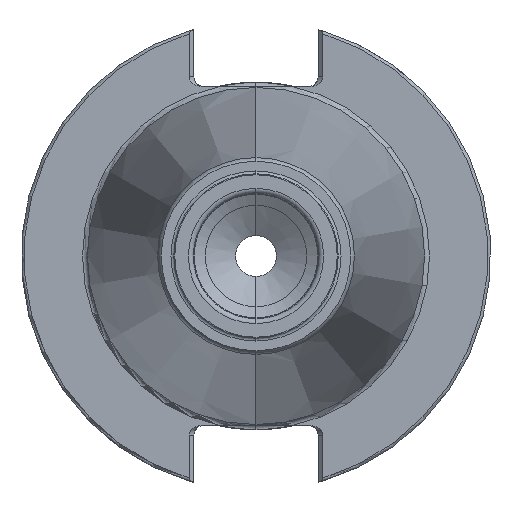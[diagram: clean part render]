
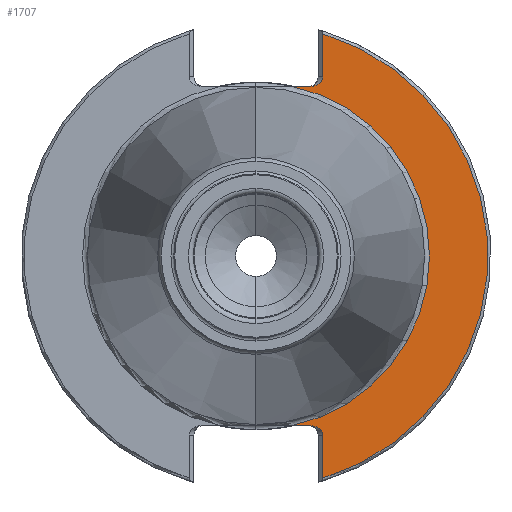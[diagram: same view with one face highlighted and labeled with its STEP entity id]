
A CAD part, left-side view. The second image highlights one B-rep face of the part: STEP entity #1707.
In plain terms, the highlighted planar face has unit normal (-1, 0, 0).
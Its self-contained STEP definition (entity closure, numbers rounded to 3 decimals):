
#81 = CARTESIAN_POINT ( 'NONE',  ( 3.2, -13.85, -48.65 ) ) ;
#140 = CARTESIAN_POINT ( 'NONE',  ( 3.2, -13.85, -35.1 ) ) ;
#152 = CARTESIAN_POINT ( 'NONE',  ( 3.2, -13.85, -35.928 ) ) ;
#240 = CARTESIAN_POINT ( 'NONE',  ( 3.2, -13.85, 35.928 ) ) ;
#434 = AXIS2_PLACEMENT_3D ( 'NONE', #2226, #4320, #1767 ) ;
#558 = DIRECTION ( 'NONE',  ( 0., 0., -1. ) ) ;
#560 = CARTESIAN_POINT ( 'NONE',  ( 3.2, -11.022, -35.1 ) ) ;
#735 = VECTOR ( 'NONE', #2816, 1000. ) ;
#814 = CARTESIAN_POINT ( 'NONE',  ( 3.2, -13.85, 37.1 ) ) ;
#1003 = VECTOR ( 'NONE', #1784, 1000. ) ;
#1142 = CARTESIAN_POINT ( 'NONE',  ( 3.2, -7.655, 35.1 ) ) ;
#1168 =( BOUNDED_CURVE ( )  B_SPLINE_CURVE ( 3, ( #5463, #5027, #152, #3280 ),
 .UNSPECIFIED., .F., .F. ) 
 B_SPLINE_CURVE_WITH_KNOTS ( ( 4, 4 ),
 ( 4.712, 6.283 ),
 .UNSPECIFIED. ) 
 CURVE ( )  GEOMETRIC_REPRESENTATION_ITEM ( )  RATIONAL_B_SPLINE_CURVE ( ( 1., 0.805, 0.805, 1. ) ) 
 REPRESENTATION_ITEM ( '' )  );
#1248 = AXIS2_PLACEMENT_3D ( 'NONE', #4557, #1935, #5013 ) ;
#1611 = CARTESIAN_POINT ( 'NONE',  ( 3.2, -11.022, 35.1 ) ) ;
#1707 = ADVANCED_FACE ( 'NONE', ( #4114 ), #2845, .F. ) ;
#1767 = DIRECTION ( 'NONE',  ( 0., 0., -1. ) ) ;
#1771 = VERTEX_POINT ( 'NONE', #4857 ) ;
#1780 = ORIENTED_EDGE ( 'NONE', *, *, #4654, .T. ) ;
#1784 = DIRECTION ( 'NONE',  ( 0., -1., 0. ) ) ;
#1914 = ORIENTED_EDGE ( 'NONE', *, *, #4579, .F. ) ;
#1935 = DIRECTION ( 'NONE',  ( -1., 0., 0. ) ) ;
#2032 = DIRECTION ( 'NONE',  ( -1., 0., 0. ) ) ;
#2054 =( BOUNDED_CURVE ( )  B_SPLINE_CURVE ( 3, ( #3377, #240, #4248, #1611 ),
 .UNSPECIFIED., .F., .F. ) 
 B_SPLINE_CURVE_WITH_KNOTS ( ( 4, 4 ),
 ( 3.142, 4.712 ),
 .UNSPECIFIED. ) 
 CURVE ( )  GEOMETRIC_REPRESENTATION_ITEM ( )  RATIONAL_B_SPLINE_CURVE ( ( 1., 0.805, 0.805, 1. ) ) 
 REPRESENTATION_ITEM ( '' )  );
#2225 = CARTESIAN_POINT ( 'NONE',  ( 3.2, -7.655, -35.1 ) ) ;
#2226 = CARTESIAN_POINT ( 'NONE',  ( 3.2, 35.925, 0. ) ) ;
#2511 = VERTEX_POINT ( 'NONE', #3888 ) ;
#2556 = VECTOR ( 'NONE', #4807, 1000. ) ;
#2563 = VECTOR ( 'NONE', #558, 1000. ) ;
#2801 = ORIENTED_EDGE ( 'NONE', *, *, #5418, .F. ) ;
#2816 = DIRECTION ( 'NONE',  ( 0., -1., 0. ) ) ;
#2845 = PLANE ( 'NONE',  #434 ) ;
#3057 = ORIENTED_EDGE ( 'NONE', *, *, #4944, .T. ) ;
#3160 = VERTEX_POINT ( 'NONE', #1142 ) ;
#3248 = CARTESIAN_POINT ( 'NONE',  ( 3.2, -13.85, 46.011 ) ) ;
#3280 = CARTESIAN_POINT ( 'NONE',  ( 3.2, -13.85, -37.1 ) ) ;
#3377 = CARTESIAN_POINT ( 'NONE',  ( 3.2, -13.85, 37.1 ) ) ;
#3501 = VERTEX_POINT ( 'NONE', #560 ) ;
#3689 = VERTEX_POINT ( 'NONE', #814 ) ;
#3717 = LINE ( 'NONE', #81, #2556 ) ;
#3754 = VERTEX_POINT ( 'NONE', #2225 ) ;
#3887 = EDGE_LOOP ( 'NONE', ( #3057, #4075, #4393, #1914, #4107, #1780, #2801, #5008 ) ) ;
#3888 = CARTESIAN_POINT ( 'NONE',  ( 3.2, -13.85, -46.011 ) ) ;
#4004 = CIRCLE ( 'NONE', #5029, 48.05 ) ;
#4069 = CIRCLE ( 'NONE', #1248, 35.925 ) ;
#4075 = ORIENTED_EDGE ( 'NONE', *, *, #4839, .T. ) ;
#4107 = ORIENTED_EDGE ( 'NONE', *, *, #4162, .T. ) ;
#4114 = FACE_OUTER_BOUND ( 'NONE', #3887, .T. ) ;
#4162 = EDGE_CURVE ( 'NONE', #3754, #3501, #4281, .T. ) ;
#4248 = CARTESIAN_POINT ( 'NONE',  ( 3.2, -12.678, 35.1 ) ) ;
#4281 = LINE ( 'NONE', #140, #735 ) ;
#4294 = EDGE_CURVE ( 'NONE', #2511, #5682, #4004, .T. ) ;
#4320 = DIRECTION ( 'NONE',  ( 1., 0., 0. ) ) ;
#4393 = ORIENTED_EDGE ( 'NONE', *, *, #5301, .F. ) ;
#4417 = CARTESIAN_POINT ( 'NONE',  ( 3.2, -13.85, 35.1 ) ) ;
#4547 = LINE ( 'NONE', #4417, #1003 ) ;
#4557 = CARTESIAN_POINT ( 'NONE',  ( 3.2, 0., 0. ) ) ;
#4565 = VERTEX_POINT ( 'NONE', #5332 ) ;
#4579 = EDGE_CURVE ( 'NONE', #3754, #3160, #4069, .T. ) ;
#4654 = EDGE_CURVE ( 'NONE', #3501, #4565, #1168, .T. ) ;
#4672 = CARTESIAN_POINT ( 'NONE',  ( 3.2, 0., 0. ) ) ;
#4776 = LINE ( 'NONE', #5001, #2563 ) ;
#4807 = DIRECTION ( 'NONE',  ( 0., 0., 1. ) ) ;
#4839 = EDGE_CURVE ( 'NONE', #3689, #1771, #2054, .T. ) ;
#4857 = CARTESIAN_POINT ( 'NONE',  ( 3.2, -11.022, 35.1 ) ) ;
#4944 = EDGE_CURVE ( 'NONE', #5682, #3689, #4776, .T. ) ;
#5001 = CARTESIAN_POINT ( 'NONE',  ( 3.2, -13.85, 48.65 ) ) ;
#5008 = ORIENTED_EDGE ( 'NONE', *, *, #4294, .T. ) ;
#5013 = DIRECTION ( 'NONE',  ( 0., 0., 1. ) ) ;
#5027 = CARTESIAN_POINT ( 'NONE',  ( 3.2, -12.678, -35.1 ) ) ;
#5029 = AXIS2_PLACEMENT_3D ( 'NONE', #4672, #2032, #5107 ) ;
#5107 = DIRECTION ( 'NONE',  ( 0., 0., 1. ) ) ;
#5301 = EDGE_CURVE ( 'NONE', #3160, #1771, #4547, .T. ) ;
#5332 = CARTESIAN_POINT ( 'NONE',  ( 3.2, -13.85, -37.1 ) ) ;
#5418 = EDGE_CURVE ( 'NONE', #2511, #4565, #3717, .T. ) ;
#5463 = CARTESIAN_POINT ( 'NONE',  ( 3.2, -11.022, -35.1 ) ) ;
#5682 = VERTEX_POINT ( 'NONE', #3248 ) ;
